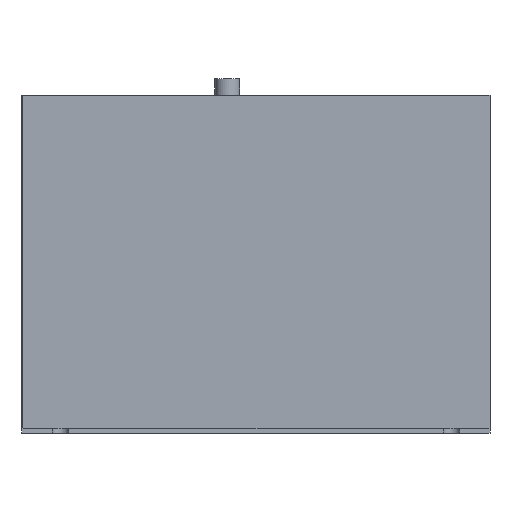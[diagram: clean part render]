
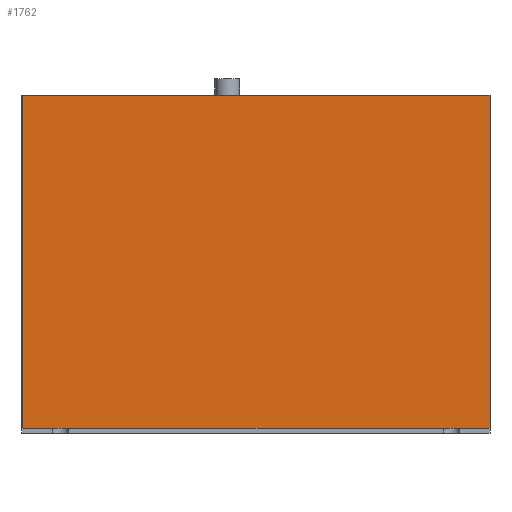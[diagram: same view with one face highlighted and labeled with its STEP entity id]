
A CAD part, front view. The second image highlights one B-rep face of the part: STEP entity #1762.
In plain terms, the highlighted planar face has unit normal (0, -1, 0).
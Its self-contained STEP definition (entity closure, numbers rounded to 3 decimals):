
#123 = VECTOR ( 'NONE', #1529, 1000. ) ;
#158 = ORIENTED_EDGE ( 'NONE', *, *, #2295, .T. ) ;
#310 = ORIENTED_EDGE ( 'NONE', *, *, #1961, .T. ) ;
#343 = VERTEX_POINT ( 'NONE', #1489 ) ;
#371 = ORIENTED_EDGE ( 'NONE', *, *, #913, .F. ) ;
#426 = EDGE_LOOP ( 'NONE', ( #310, #158, #371, #545 ) ) ;
#446 = DIRECTION ( 'NONE',  ( 0., 1., 0. ) ) ;
#502 = EDGE_CURVE ( 'NONE', #628, #1543, #1482, .T. ) ;
#545 = ORIENTED_EDGE ( 'NONE', *, *, #502, .F. ) ;
#612 = LINE ( 'NONE', #860, #674 ) ;
#628 = VERTEX_POINT ( 'NONE', #1577 ) ;
#674 = VECTOR ( 'NONE', #1642, 1000. ) ;
#704 = DIRECTION ( 'NONE',  ( 0., 0., 1. ) ) ;
#763 = DIRECTION ( 'NONE',  ( -1., 0., 0. ) ) ;
#849 = DIRECTION ( 'NONE',  ( 0., 0., 1. ) ) ;
#860 = CARTESIAN_POINT ( 'NONE',  ( -142.5, -190., 206. ) ) ;
#906 = LINE ( 'NONE', #1678, #1658 ) ;
#913 = EDGE_CURVE ( 'NONE', #1543, #1868, #906, .T. ) ;
#922 = CARTESIAN_POINT ( 'NONE',  ( 142.5, -190., -286.575 ) ) ;
#1149 = AXIS2_PLACEMENT_3D ( 'NONE', #1596, #446, #849 ) ;
#1245 = VECTOR ( 'NONE', #763, 1000. ) ;
#1463 = CARTESIAN_POINT ( 'NONE',  ( -142.5, -190., 206. ) ) ;
#1482 = LINE ( 'NONE', #1731, #1245 ) ;
#1489 = CARTESIAN_POINT ( 'NONE',  ( 142.5, -190., 206. ) ) ;
#1529 = DIRECTION ( 'NONE',  ( 0., 0., 1. ) ) ;
#1543 = VERTEX_POINT ( 'NONE', #2206 ) ;
#1577 = CARTESIAN_POINT ( 'NONE',  ( 142.5, -190., 3. ) ) ;
#1596 = CARTESIAN_POINT ( 'NONE',  ( -142.5, -190., -286.575 ) ) ;
#1628 = LINE ( 'NONE', #922, #123 ) ;
#1642 = DIRECTION ( 'NONE',  ( -1., 0., 0. ) ) ;
#1658 = VECTOR ( 'NONE', #704, 1000. ) ;
#1678 = CARTESIAN_POINT ( 'NONE',  ( -142.5, -190., -286.575 ) ) ;
#1731 = CARTESIAN_POINT ( 'NONE',  ( -142.5, -190., 3. ) ) ;
#1761 = FACE_OUTER_BOUND ( 'NONE', #426, .T. ) ;
#1762 = ADVANCED_FACE ( 'NONE', ( #1761 ), #2317, .F. ) ;
#1868 = VERTEX_POINT ( 'NONE', #1463 ) ;
#1961 = EDGE_CURVE ( 'NONE', #628, #343, #1628, .T. ) ;
#2206 = CARTESIAN_POINT ( 'NONE',  ( -142.5, -190., 3. ) ) ;
#2295 = EDGE_CURVE ( 'NONE', #343, #1868, #612, .T. ) ;
#2317 = PLANE ( 'NONE',  #1149 ) ;
